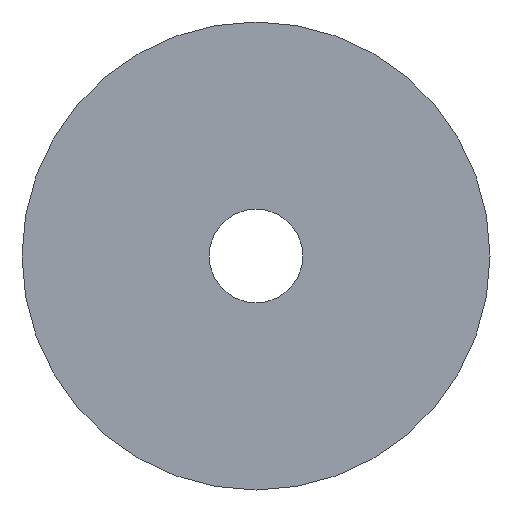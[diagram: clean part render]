
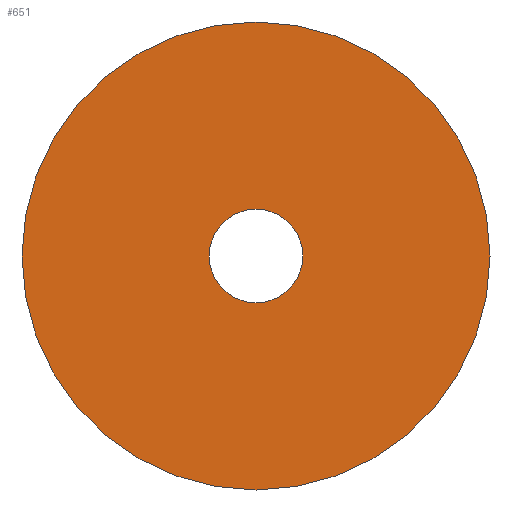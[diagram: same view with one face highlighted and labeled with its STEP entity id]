
A CAD part, front view. The second image highlights one B-rep face of the part: STEP entity #651.
In plain terms, the highlighted planar face has unit normal (0, -1, 0).
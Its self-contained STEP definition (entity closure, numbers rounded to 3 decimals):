
#8 = CIRCLE ( 'NONE', #206, 12.5 ) ;
#36 = CARTESIAN_POINT ( 'NONE',  ( 0., 0., 0. ) ) ;
#54 = VERTEX_POINT ( 'NONE', #145 ) ;
#109 = DIRECTION ( 'NONE',  ( 0., -1., 0. ) ) ;
#116 = CIRCLE ( 'NONE', #218, 12.5 ) ;
#118 = CARTESIAN_POINT ( 'NONE',  ( 0., 0., 12.5 ) ) ;
#145 = CARTESIAN_POINT ( 'NONE',  ( 0., 0., -12.5 ) ) ;
#171 = VERTEX_POINT ( 'NONE', #610 ) ;
#184 = EDGE_CURVE ( 'NONE', #171, #391, #597, .T. ) ;
#206 = AXIS2_PLACEMENT_3D ( 'NONE', #236, #109, #307 ) ;
#214 = ORIENTED_EDGE ( 'NONE', *, *, #683, .T. ) ;
#218 = AXIS2_PLACEMENT_3D ( 'NONE', #644, #322, #320 ) ;
#236 = CARTESIAN_POINT ( 'NONE',  ( 0., 0., 0. ) ) ;
#240 = AXIS2_PLACEMENT_3D ( 'NONE', #666, #671, #344 ) ;
#307 = DIRECTION ( 'NONE',  ( 0., 0., -1. ) ) ;
#308 = PLANE ( 'NONE',  #558 ) ;
#320 = DIRECTION ( 'NONE',  ( 0., 0., -1. ) ) ;
#322 = DIRECTION ( 'NONE',  ( 0., -1., 0. ) ) ;
#335 = EDGE_LOOP ( 'NONE', ( #684, #214 ) ) ;
#344 = DIRECTION ( 'NONE',  ( 0., 0., -1. ) ) ;
#354 = FACE_BOUND ( 'NONE', #393, .T. ) ;
#359 = ORIENTED_EDGE ( 'NONE', *, *, #662, .F. ) ;
#374 = DIRECTION ( 'NONE',  ( 0., 1., 0. ) ) ;
#378 = CARTESIAN_POINT ( 'NONE',  ( -2.5, 0., 0. ) ) ;
#391 = VERTEX_POINT ( 'NONE', #496 ) ;
#393 = EDGE_LOOP ( 'NONE', ( #821, #359 ) ) ;
#465 = AXIS2_PLACEMENT_3D ( 'NONE', #36, #806, #570 ) ;
#496 = CARTESIAN_POINT ( 'NONE',  ( 0., 0., 2.5 ) ) ;
#530 = FACE_OUTER_BOUND ( 'NONE', #335, .T. ) ;
#558 = AXIS2_PLACEMENT_3D ( 'NONE', #378, #374, #634 ) ;
#570 = DIRECTION ( 'NONE',  ( 0., 0., -1. ) ) ;
#597 = CIRCLE ( 'NONE', #240, 2.5 ) ;
#610 = CARTESIAN_POINT ( 'NONE',  ( 0., 0., -2.5 ) ) ;
#634 = DIRECTION ( 'NONE',  ( 0., 0., 1. ) ) ;
#644 = CARTESIAN_POINT ( 'NONE',  ( 0., 0., 0. ) ) ;
#651 = ADVANCED_FACE ( 'NONE', ( #354, #530 ), #308, .F. ) ;
#662 = EDGE_CURVE ( 'NONE', #391, #171, #693, .T. ) ;
#666 = CARTESIAN_POINT ( 'NONE',  ( 0., 0., 0. ) ) ;
#671 = DIRECTION ( 'NONE',  ( 0., -1., 0. ) ) ;
#683 = EDGE_CURVE ( 'NONE', #756, #54, #8, .T. ) ;
#684 = ORIENTED_EDGE ( 'NONE', *, *, #766, .T. ) ;
#693 = CIRCLE ( 'NONE', #465, 2.5 ) ;
#756 = VERTEX_POINT ( 'NONE', #118 ) ;
#766 = EDGE_CURVE ( 'NONE', #54, #756, #116, .T. ) ;
#806 = DIRECTION ( 'NONE',  ( 0., -1., 0. ) ) ;
#821 = ORIENTED_EDGE ( 'NONE', *, *, #184, .F. ) ;
